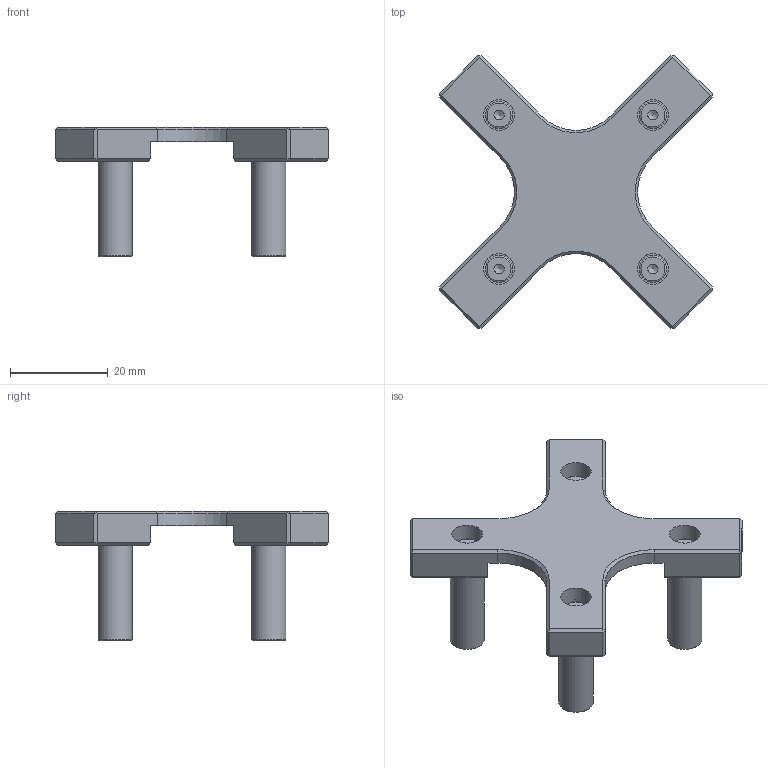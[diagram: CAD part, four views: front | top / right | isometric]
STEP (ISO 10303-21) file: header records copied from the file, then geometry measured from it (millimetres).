
FILE_DESCRIPTION(/* description */ ('ASSIEME PRESSORE PFP-75'),/* implementation_level */ '2;1');
FILE_NAME(/* name */ 'PFP-75-P.stp',/* time_stamp */ '2021-06-09T10:35:49+02:00',/* author */ ('Francesca'),/* organization */ (''),/* preprocessor_version */ 'ST-DEVELOPER v17',/* originating_system */ 'Autodesk Inventor 2019',/* authorisation */ '');
FILE_SCHEMA (('AUTOMOTIVE_DESIGN { 1 0 10303 214 3 1 1 }'));
Length unit declared in the file: millimetre
Products named in the file (4): PFP-75-P-cliente; PFP-75-PRESSORE; PFP-75-PERNO-PRESSORE-cliente; DIN 7984 - M3 x 6
Assembly tree (9 placements, depth 2):
  PFP-75-P-cliente
    PFP-75-PRESSORE
    PFP-75-PERNO-PRESSORE-cliente  x4
    DIN 7984 - M3 x 6  x4
Bounding box: 55.86 x 55.86 x 26.6 mm (x, y, z)
Volume: 10142 mm3; surface area: 7962.2 mm2
Topology: 9 solids, 9 shells, 190 faces, 444 edges, 284 vertices
Faces by surface type: plane 118, cylinder 36, cone 28, torus 8
Full cylindrical faces by diameter (mm): 2.459 x4, 3 x4, 4.2 x4, 4.7 x4, 5.5 x4, 6.3 x4, 7 x4
Entity records: 3400 total; most frequent: DIRECTION 591, CARTESIAN_POINT 565, ORIENTED_EDGE 524, EDGE_CURVE 262, AXIS2_PLACEMENT_3D 208, LINE 175, VECTOR 175, VERTEX_POINT 161
